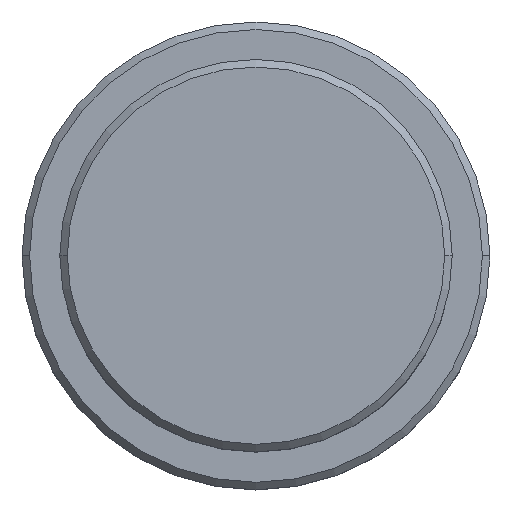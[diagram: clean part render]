
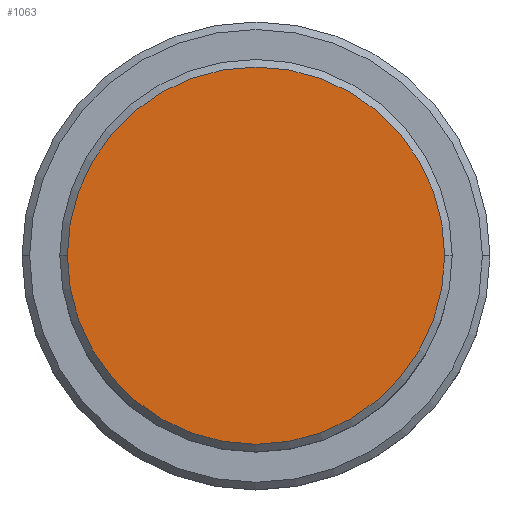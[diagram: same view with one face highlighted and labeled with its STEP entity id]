
A CAD part, top view. The second image highlights one B-rep face of the part: STEP entity #1063.
In plain terms, the highlighted planar face has unit normal (0, 0, 1).
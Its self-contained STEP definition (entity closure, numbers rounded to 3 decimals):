
#132 = CARTESIAN_POINT ( 'NONE',  ( -12.5, 0., 0. ) ) ;
#181 = ORIENTED_EDGE ( 'NONE', *, *, #908, .T. ) ;
#210 = AXIS2_PLACEMENT_3D ( 'NONE', #1064, #953, #502 ) ;
#267 = CARTESIAN_POINT ( 'NONE',  ( 0., 0., 0. ) ) ;
#270 = CARTESIAN_POINT ( 'NONE',  ( 12.5, 0., 0. ) ) ;
#304 = EDGE_LOOP ( 'NONE', ( #181, #955 ) ) ;
#392 = FACE_OUTER_BOUND ( 'NONE', #304, .T. ) ;
#409 = VERTEX_POINT ( 'NONE', #270 ) ;
#429 = VERTEX_POINT ( 'NONE', #132 ) ;
#502 = DIRECTION ( 'NONE',  ( 1., 0., 0. ) ) ;
#603 = CIRCLE ( 'NONE', #891, 12.5 ) ;
#626 = AXIS2_PLACEMENT_3D ( 'NONE', #267, #909, #1345 ) ;
#879 = DIRECTION ( 'NONE',  ( 1., 0., 0. ) ) ;
#891 = AXIS2_PLACEMENT_3D ( 'NONE', #1071, #1093, #879 ) ;
#908 = EDGE_CURVE ( 'NONE', #429, #409, #1315, .T. ) ;
#909 = DIRECTION ( 'NONE',  ( 0., 0., 1. ) ) ;
#953 = DIRECTION ( 'NONE',  ( 0., 0., 1. ) ) ;
#955 = ORIENTED_EDGE ( 'NONE', *, *, #1197, .T. ) ;
#1063 = ADVANCED_FACE ( 'NONE', ( #392 ), #1145, .T. ) ;
#1064 = CARTESIAN_POINT ( 'NONE',  ( 0., 0., 0. ) ) ;
#1071 = CARTESIAN_POINT ( 'NONE',  ( 0., 0., 0. ) ) ;
#1093 = DIRECTION ( 'NONE',  ( 0., 0., 1. ) ) ;
#1145 = PLANE ( 'NONE',  #210 ) ;
#1197 = EDGE_CURVE ( 'NONE', #409, #429, #603, .T. ) ;
#1315 = CIRCLE ( 'NONE', #626, 12.5 ) ;
#1345 = DIRECTION ( 'NONE',  ( 1., 0., 0. ) ) ;
